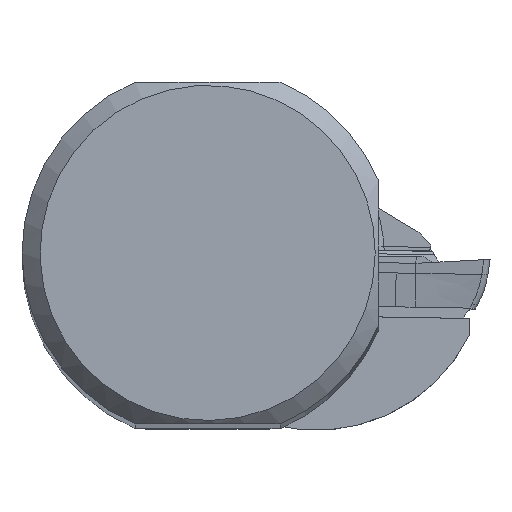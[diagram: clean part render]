
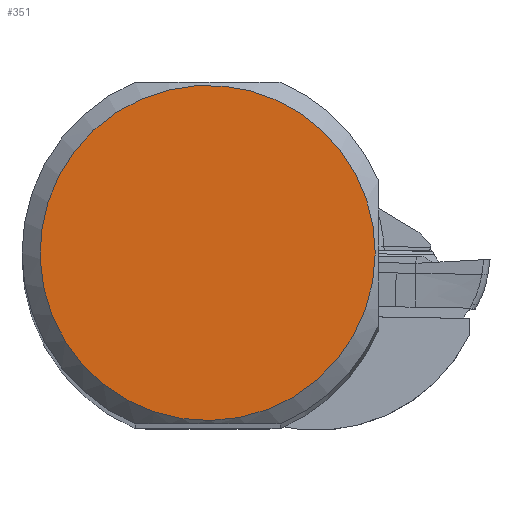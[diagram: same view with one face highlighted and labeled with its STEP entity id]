
A CAD part, top view. The second image highlights one B-rep face of the part: STEP entity #351.
In plain terms, the highlighted planar face has unit normal (0, 0, 1).
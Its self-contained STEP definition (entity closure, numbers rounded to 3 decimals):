
#169=PLANE('',#2287);
#351=ADVANCED_FACE('',(#503),#169,.F.);
#503=FACE_OUTER_BOUND('',#621,.T.);
#621=EDGE_LOOP('',(#1251));
#676=CIRCLE('',#2286,11.275);
#1251=ORIENTED_EDGE('',*,*,#1764,.T.);
#1467=VERTEX_POINT('',#4057);
#1764=EDGE_CURVE('',#1467,#1467,#676,.T.);
#2286=AXIS2_PLACEMENT_3D('',#4056,#2771,#2772);
#2287=AXIS2_PLACEMENT_3D('',#4058,#2773,#2774);
#2771=DIRECTION('',(0.,0.,1.));
#2772=DIRECTION('',(1.,0.,0.));
#2773=DIRECTION('',(0.,0.,-1.));
#2774=DIRECTION('',(-1.,0.,0.));
#4056=CARTESIAN_POINT('',(0.,0.,176.465));
#4057=CARTESIAN_POINT('',(11.275,0.,176.465));
#4058=CARTESIAN_POINT('',(11.275,0.,176.465));
